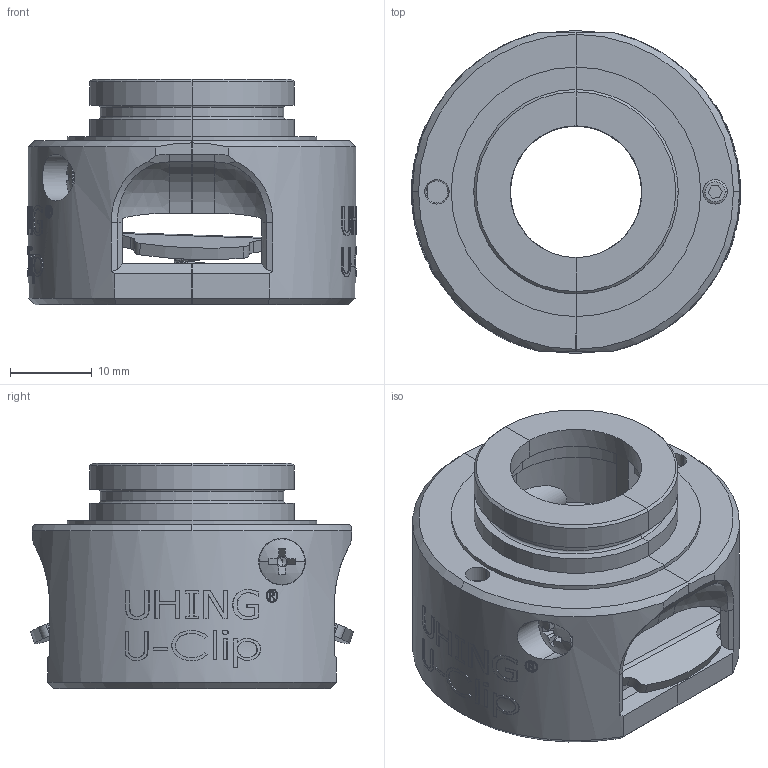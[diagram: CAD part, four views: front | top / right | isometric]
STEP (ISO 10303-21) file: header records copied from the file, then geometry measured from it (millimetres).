
FILE_DESCRIPTION (( 'STEP AP214' ), '1' );
FILE_NAME ('UC16.STEP', '2019-11-07T10:30:05', ( '' ), ( '' ), 'SwSTEP 2.0', 'SolidWorks 2019', '' );
FILE_SCHEMA (( 'AUTOMOTIVE_DESIGN' ));
Length unit declared in the file: millimetre
Products named in the file (1): UC16
Bounding box: 40.2 x 39.48 x 27.5 mm (x, y, z)
Volume: 14170 mm3; surface area: 13629.8 mm2
Topology: 8 solids, 8 shells, 731 faces, 1926 edges, 1246 vertices
Faces by surface type: plane 365, bspline 146, cylinder 132, cone 72, sphere 8, torus 8
Entity records: 55258 total; most frequent: CARTESIAN_POINT 30142, ORIENTED_EDGE 3836, DIRECTION 3064, EDGE_CURVE 1918, VERTEX_POINT 1246, AXIS2_PLACEMENT_3D 1104, VECTOR 856, LINE 856
